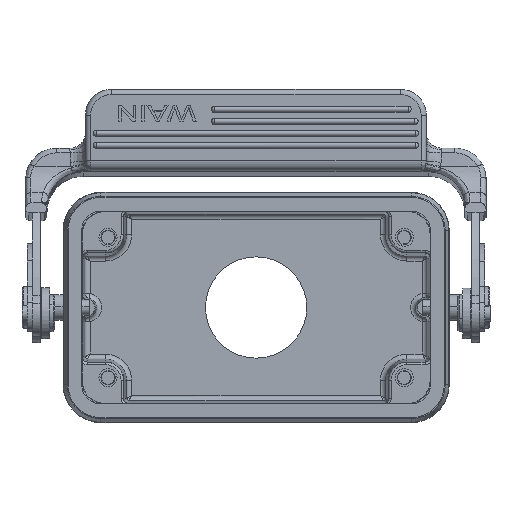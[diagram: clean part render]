
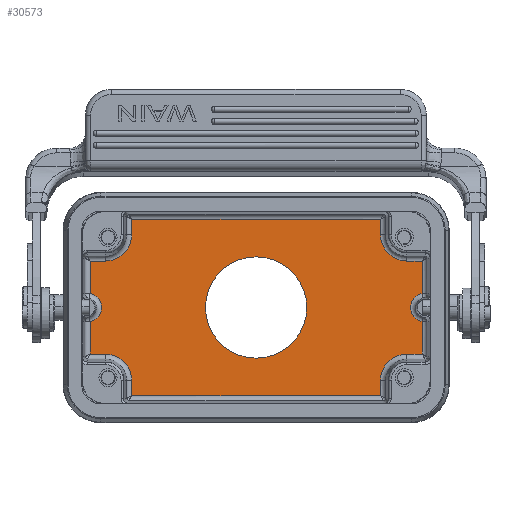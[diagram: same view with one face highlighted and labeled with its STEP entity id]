
A CAD part, front view. The second image highlights one B-rep face of the part: STEP entity #30573.
In plain terms, the highlighted planar face has unit normal (0, -1, 0).
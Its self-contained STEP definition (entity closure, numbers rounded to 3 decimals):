
#8960=DIRECTION('',(0.,0.,1.));
#8961=VECTOR('',#8960,6.23);
#8962=CARTESIAN_POINT('',(31.947,19.35,2.717));
#8963=LINE('',#8962,#8961);
#8989=DIRECTION('',(0.,0.,1.));
#8990=VECTOR('',#8989,6.23);
#8991=CARTESIAN_POINT('',(31.946,19.35,-8.946));
#8992=LINE('',#8991,#8990);
#8997=CARTESIAN_POINT('',(32.5,19.35,0.));
#8998=DIRECTION('',(0.,-1.,0.));
#8999=DIRECTION('',(-0.2,0.,0.98));
#9000=AXIS2_PLACEMENT_3D('',#8997,#8998,#8999);
#9002=CARTESIAN_POINT('',(29.,19.35,-14.));
#9003=DIRECTION('',(0.,-1.,0.));
#9004=DIRECTION('',(0.,0.,1.));
#9005=AXIS2_PLACEMENT_3D('',#9002,#9003,#9004);
#9007=CARTESIAN_POINT('',(-29.,19.35,-14.));
#9008=DIRECTION('',(0.,-1.,0.));
#9009=DIRECTION('',(1.,0.,0.));
#9010=AXIS2_PLACEMENT_3D('',#9007,#9008,#9009);
#9012=CARTESIAN_POINT('',(-32.5,19.35,0.));
#9013=DIRECTION('',(0.,-1.,0.));
#9014=DIRECTION('',(0.2,0.,-0.98));
#9015=AXIS2_PLACEMENT_3D('',#9012,#9013,#9014);
#9017=CARTESIAN_POINT('',(-29.,19.35,14.));
#9018=DIRECTION('',(0.,-1.,0.));
#9019=DIRECTION('',(0.,0.,-1.));
#9020=AXIS2_PLACEMENT_3D('',#9017,#9018,#9019);
#9022=CARTESIAN_POINT('',(29.,19.35,14.));
#9023=DIRECTION('',(0.,-1.,0.));
#9024=DIRECTION('',(-1.,0.,0.));
#9025=AXIS2_PLACEMENT_3D('',#9022,#9023,#9024);
#9027=CARTESIAN_POINT('',(0.,19.35,0.));
#9028=DIRECTION('',(0.,-1.,0.));
#9029=DIRECTION('',(-1.,0.,0.));
#9030=AXIS2_PLACEMENT_3D('',#9027,#9028,#9029);
#9032=CARTESIAN_POINT('',(0.,19.35,0.));
#9033=DIRECTION('',(0.,-1.,0.));
#9034=DIRECTION('',(1.,0.,0.));
#9035=AXIS2_PLACEMENT_3D('',#9032,#9033,#9034);
#9037=DIRECTION('',(1.,0.,0.));
#9038=VECTOR('',#9037,2.946);
#9039=CARTESIAN_POINT('',(29.,19.35,-8.947));
#9040=LINE('',#9039,#9038);
#9445=DIRECTION('',(0.,0.,-1.));
#9446=VECTOR('',#9445,2.946);
#9447=CARTESIAN_POINT('',(-23.947,19.35,
-14.));
#9448=LINE('',#9447,#9446);
#9472=DIRECTION('',(1.,0.,0.));
#9473=VECTOR('',#9472,2.946);
#9474=CARTESIAN_POINT('',(-31.946,19.35,
-8.946));
#9475=LINE('',#9474,#9473);
#9508=DIRECTION('',(0.,0.,-1.));
#9509=VECTOR('',#9508,6.23);
#9510=CARTESIAN_POINT('',(-31.947,19.35,
-2.717));
#9511=LINE('',#9510,#9509);
#9605=DIRECTION('',(0.,0.,-1.));
#9606=VECTOR('',#9605,6.23);
#9607=CARTESIAN_POINT('',(-31.946,19.35,8.946));
#9608=LINE('',#9607,#9606);
#9636=DIRECTION('',(-1.,0.,0.));
#9637=VECTOR('',#9636,2.946);
#9638=CARTESIAN_POINT('',(-29.,19.35,8.947));
#9639=LINE('',#9638,#9637);
#9691=DIRECTION('',(-1.,0.,0.));
#9692=VECTOR('',#9691,47.893);
#9693=CARTESIAN_POINT('',(23.946,19.35,16.946));
#9694=LINE('',#9693,#9692);
#9722=DIRECTION('',(0.,0.,1.));
#9723=VECTOR('',#9722,2.946);
#9724=CARTESIAN_POINT('',(23.947,19.35,14.));
#9725=LINE('',#9724,#9723);
#9796=DIRECTION('',(-1.,0.,0.));
#9797=VECTOR('',#9796,2.946);
#9798=CARTESIAN_POINT('',(31.946,19.35,8.946));
#9799=LINE('',#9798,#9797);
#9835=DIRECTION('',(0.,0.,-1.));
#9836=VECTOR('',#9835,2.946);
#9837=CARTESIAN_POINT('',(-23.946,19.35,16.946));
#9838=LINE('',#9837,#9836);
#9854=DIRECTION('',(1.,0.,0.));
#9855=VECTOR('',#9854,47.893);
#9856=CARTESIAN_POINT('',(-23.946,19.35,
-16.946));
#9857=LINE('',#9856,#9855);
#9889=DIRECTION('',(0.,0.,1.));
#9890=VECTOR('',#9889,2.946);
#9891=CARTESIAN_POINT('',(23.946,19.35,-16.946));
#9892=LINE('',#9891,#9890);
#15568=CARTESIAN_POINT('',(31.947,19.35,2.717));
#15569=CARTESIAN_POINT('',(31.946,19.35,8.946));
#15570=VERTEX_POINT('',#15568);
#15571=VERTEX_POINT('',#15569);
#15572=CARTESIAN_POINT('',(31.946,19.35,-2.717));
#15573=VERTEX_POINT('',#15572);
#15574=CARTESIAN_POINT('',(31.946,19.35,
-8.946));
#15575=VERTEX_POINT('',#15574);
#15576=CARTESIAN_POINT('',(29.,19.35,
-8.947));
#15577=VERTEX_POINT('',#15576);
#15578=CARTESIAN_POINT('',(23.947,19.35,-14.));
#15579=VERTEX_POINT('',#15578);
#15580=CARTESIAN_POINT('',(23.946,19.35,
-16.946));
#15581=VERTEX_POINT('',#15580);
#15582=CARTESIAN_POINT('',(-23.946,19.35,
-16.946));
#15583=VERTEX_POINT('',#15582);
#15584=CARTESIAN_POINT('',(-23.947,19.35,
-14.));
#15585=VERTEX_POINT('',#15584);
#15586=CARTESIAN_POINT('',(-29.,19.35,-8.947));
#15587=VERTEX_POINT('',#15586);
#15588=CARTESIAN_POINT('',(-31.946,19.35,
-8.946));
#15589=VERTEX_POINT('',#15588);
#15590=CARTESIAN_POINT('',(-31.947,19.35,
-2.717));
#15591=VERTEX_POINT('',#15590);
#15592=CARTESIAN_POINT('',(-31.946,19.35,2.717));
#15593=VERTEX_POINT('',#15592);
#15594=CARTESIAN_POINT('',(-31.946,19.35,
8.946));
#15595=VERTEX_POINT('',#15594);
#15596=CARTESIAN_POINT('',(-29.,19.35,
8.947));
#15597=VERTEX_POINT('',#15596);
#15598=CARTESIAN_POINT('',(-23.947,19.35,14.));
#15599=VERTEX_POINT('',#15598);
#15600=CARTESIAN_POINT('',(-23.946,19.35,
16.946));
#15601=VERTEX_POINT('',#15600);
#15602=CARTESIAN_POINT('',(23.946,19.35,16.946));
#15603=VERTEX_POINT('',#15602);
#15604=CARTESIAN_POINT('',(23.947,19.35,14.));
#15605=VERTEX_POINT('',#15604);
#15606=CARTESIAN_POINT('',(29.,19.35,8.947));
#15607=VERTEX_POINT('',#15606);
#18918=CARTESIAN_POINT('',(9.75,19.35,0.));
#18919=VERTEX_POINT('',#18918);
#18920=CARTESIAN_POINT('',(-9.75,19.35,0.));
#18921=VERTEX_POINT('',#18920);
#30523=CARTESIAN_POINT('',(0.,19.35,-21.5));
#30524=DIRECTION('',(0.,-1.,0.));
#30525=DIRECTION('',(0.,0.,-1.));
#30526=AXIS2_PLACEMENT_3D('',#30523,#30524,#30525);
#30527=PLANE('',#30526);
#30528=ORIENTED_EDGE('',*,*,#30458,.F.);
#30529=ORIENTED_EDGE('',*,*,#30485,.T.);
#30530=ORIENTED_EDGE('',*,*,#30513,.F.);
#30532=ORIENTED_EDGE('',*,*,#30531,.F.);
#30534=ORIENTED_EDGE('',*,*,#30533,.T.);
#30536=ORIENTED_EDGE('',*,*,#30535,.F.);
#30538=ORIENTED_EDGE('',*,*,#30537,.F.);
#30540=ORIENTED_EDGE('',*,*,#30539,.F.);
#30542=ORIENTED_EDGE('',*,*,#30541,.T.);
#30544=ORIENTED_EDGE('',*,*,#30543,.F.);
#30546=ORIENTED_EDGE('',*,*,#30545,.F.);
#30548=ORIENTED_EDGE('',*,*,#30547,.T.);
#30550=ORIENTED_EDGE('',*,*,#30549,.F.);
#30552=ORIENTED_EDGE('',*,*,#30551,.F.);
#30554=ORIENTED_EDGE('',*,*,#30553,.T.);
#30556=ORIENTED_EDGE('',*,*,#30555,.F.);
#30558=ORIENTED_EDGE('',*,*,#30557,.F.);
#30560=ORIENTED_EDGE('',*,*,#30559,.F.);
#30562=ORIENTED_EDGE('',*,*,#30561,.T.);
#30564=ORIENTED_EDGE('',*,*,#30563,.F.);
#30565=EDGE_LOOP('',(#30528,#30529,#30530,#30532,#30534,#30536,#30538,#30540,
#30542,#30544,#30546,#30548,#30550,#30552,#30554,#30556,#30558,#30560,#30562,
#30564));
#30566=FACE_OUTER_BOUND('',#30565,.F.);
#30568=ORIENTED_EDGE('',*,*,#30567,.T.);
#30570=ORIENTED_EDGE('',*,*,#30569,.T.);
#30571=EDGE_LOOP('',(#30568,#30570));
#30572=FACE_BOUND('',#30571,.F.);
#30573=ADVANCED_FACE('',(#30566,#30572),#30527,.T.);
#9001=CIRCLE('',#9000,2.772);
#9006=CIRCLE('',#9005,5.053);
#9011=CIRCLE('',#9010,5.053);
#9016=CIRCLE('',#9015,2.772);
#9021=CIRCLE('',#9020,5.053);
#9026=CIRCLE('',#9025,5.053);
#9031=CIRCLE('',#9030,9.75);
#9036=CIRCLE('',#9035,9.75);
#30458=EDGE_CURVE('',#15570,#15571,#8963,.T.);
#30485=EDGE_CURVE('',#15570,#15573,#9001,.T.);
#30513=EDGE_CURVE('',#15575,#15573,#8992,.T.);
#30531=EDGE_CURVE('',#15577,#15575,#9040,.T.);
#30533=EDGE_CURVE('',#15577,#15579,#9006,.T.);
#30535=EDGE_CURVE('',#15581,#15579,#9892,.T.);
#30537=EDGE_CURVE('',#15583,#15581,#9857,.T.);
#30539=EDGE_CURVE('',#15585,#15583,#9448,.T.);
#30541=EDGE_CURVE('',#15585,#15587,#9011,.T.);
#30543=EDGE_CURVE('',#15589,#15587,#9475,.T.);
#30545=EDGE_CURVE('',#15591,#15589,#9511,.T.);
#30547=EDGE_CURVE('',#15591,#15593,#9016,.T.);
#30549=EDGE_CURVE('',#15595,#15593,#9608,.T.);
#30551=EDGE_CURVE('',#15597,#15595,#9639,.T.);
#30553=EDGE_CURVE('',#15597,#15599,#9021,.T.);
#30555=EDGE_CURVE('',#15601,#15599,#9838,.T.);
#30557=EDGE_CURVE('',#15603,#15601,#9694,.T.);
#30559=EDGE_CURVE('',#15605,#15603,#9725,.T.);
#30561=EDGE_CURVE('',#15605,#15607,#9026,.T.);
#30563=EDGE_CURVE('',#15571,#15607,#9799,.T.);
#30567=EDGE_CURVE('',#18921,#18919,#9031,.T.);
#30569=EDGE_CURVE('',#18919,#18921,#9036,.T.);
